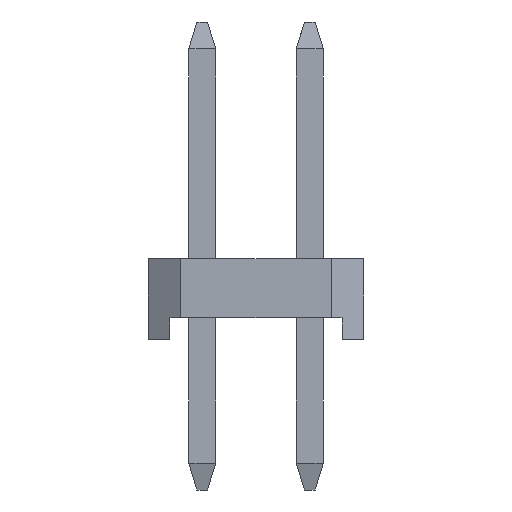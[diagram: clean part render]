
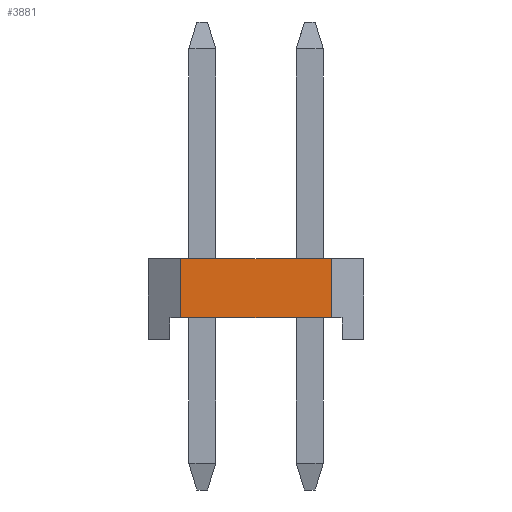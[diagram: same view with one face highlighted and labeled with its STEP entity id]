
A CAD part, left-side view. The second image highlights one B-rep face of the part: STEP entity #3881.
In plain terms, the highlighted planar face has unit normal (-1, 0, 0).
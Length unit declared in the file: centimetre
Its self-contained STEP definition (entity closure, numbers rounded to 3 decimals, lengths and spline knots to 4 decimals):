
#35=FACE_OUTER_BOUND('',#269,.T.);
#269=EDGE_LOOP('',(#2535,#2536,#2537,#2538));
#523=LINE('',#5402,#1079);
#524=LINE('',#5404,#1080);
#525=LINE('',#5406,#1081);
#526=LINE('',#5407,#1082);
#1079=VECTOR('',#4376,1.);
#1080=VECTOR('',#4377,1.);
#1081=VECTOR('',#4378,1.);
#1082=VECTOR('',#4379,1.);
#1635=VERTEX_POINT('',#5400);
#1636=VERTEX_POINT('',#5401);
#1637=VERTEX_POINT('',#5403);
#1638=VERTEX_POINT('',#5405);
#1979=EDGE_CURVE('',#1635,#1636,#523,.T.);
#1980=EDGE_CURVE('',#1637,#1635,#524,.T.);
#1981=EDGE_CURVE('',#1637,#1638,#525,.T.);
#1982=EDGE_CURVE('',#1636,#1638,#526,.T.);
#2535=ORIENTED_EDGE('',*,*,#1979,.F.);
#2536=ORIENTED_EDGE('',*,*,#1980,.F.);
#2537=ORIENTED_EDGE('',*,*,#1981,.T.);
#2538=ORIENTED_EDGE('',*,*,#1982,.F.);
#3647=PLANE('',#4138);
#3881=ADVANCED_FACE('',(#35),#3647,.T.);
#4138=AXIS2_PLACEMENT_3D('',#5399,#4374,#4375);
#4374=DIRECTION('center_axis',(-1.,0.,0.));
#4375=DIRECTION('ref_axis',(0.,0.,1.));
#4376=DIRECTION('',(0.,0.,1.));
#4377=DIRECTION('',(0.,1.,0.));
#4378=DIRECTION('',(0.,0.,1.));
#4379=DIRECTION('',(0.,-1.,0.));
#5399=CARTESIAN_POINT('Origin',(-2.2722,-0.31,0.0432));
#5400=CARTESIAN_POINT('',(-2.2722,-0.1765,-0.06));
#5401=CARTESIAN_POINT('',(-2.2722,-0.1765,0.05));
#5402=CARTESIAN_POINT('',(-2.2722,-0.1765,-0.1));
#5403=CARTESIAN_POINT('',(-2.2722,-0.4565,-0.06));
#5404=CARTESIAN_POINT('',(-2.2722,-0.3932,-0.06));
#5405=CARTESIAN_POINT('',(-2.2722,-0.4565,0.05));
#5406=CARTESIAN_POINT('',(-2.2722,-0.4565,-0.1));
#5407=CARTESIAN_POINT('',(-2.2722,-0.3132,0.05));
